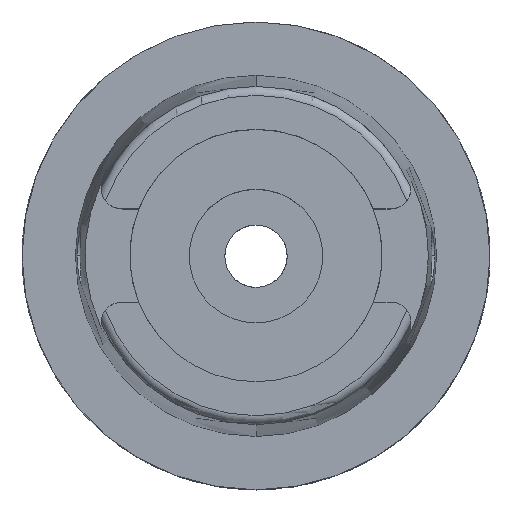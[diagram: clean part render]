
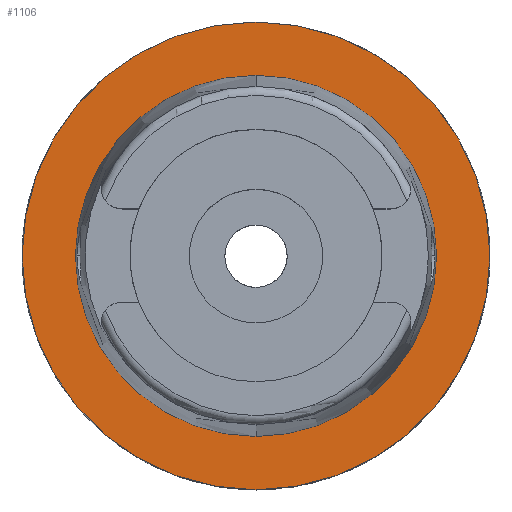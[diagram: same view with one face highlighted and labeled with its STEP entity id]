
A CAD part, top view. The second image highlights one B-rep face of the part: STEP entity #1106.
In plain terms, the highlighted planar face has unit normal (0, 0, 1).
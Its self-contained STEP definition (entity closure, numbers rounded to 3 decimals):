
#91 = CARTESIAN_POINT ( 'NONE',  ( 0., 24.315, 0. ) ) ;
#134 = CARTESIAN_POINT ( 'NONE',  ( 0., 0., 0. ) ) ;
#239 = VERTEX_POINT ( 'NONE', #91 ) ;
#343 = CARTESIAN_POINT ( 'NONE',  ( 0., -24.315, 0. ) ) ;
#607 = ORIENTED_EDGE ( 'NONE', *, *, #2094, .F. ) ;
#684 = AXIS2_PLACEMENT_3D ( 'NONE', #4194, #1130, #1496 ) ;
#825 = EDGE_CURVE ( 'NONE', #239, #5326, #2317, .T. ) ;
#901 = CARTESIAN_POINT ( 'NONE',  ( 0., 0., 0. ) ) ;
#1106 = ADVANCED_FACE ( 'NONE', ( #1614, #3346 ), #1934, .T. ) ;
#1130 = DIRECTION ( 'NONE',  ( 0., 0., 1. ) ) ;
#1188 = ORIENTED_EDGE ( 'NONE', *, *, #4580, .F. ) ;
#1394 = VERTEX_POINT ( 'NONE', #2565 ) ;
#1438 = DIRECTION ( 'NONE',  ( 0., 0., 1. ) ) ;
#1470 = CIRCLE ( 'NONE', #3668, 31.5 ) ;
#1496 = DIRECTION ( 'NONE',  ( 1., 0., 0. ) ) ;
#1614 = FACE_OUTER_BOUND ( 'NONE', #3100, .T. ) ;
#1780 = AXIS2_PLACEMENT_3D ( 'NONE', #901, #5211, #3029 ) ;
#1934 = PLANE ( 'NONE',  #684 ) ;
#1977 = CARTESIAN_POINT ( 'NONE',  ( 0., 0., 0. ) ) ;
#1998 = EDGE_CURVE ( 'NONE', #5326, #239, #4125, .T. ) ;
#2094 = EDGE_CURVE ( 'NONE', #1394, #2204, #1470, .T. ) ;
#2204 = VERTEX_POINT ( 'NONE', #2858 ) ;
#2317 = CIRCLE ( 'NONE', #1780, 24.315 ) ;
#2534 = ORIENTED_EDGE ( 'NONE', *, *, #825, .F. ) ;
#2565 = CARTESIAN_POINT ( 'NONE',  ( 0., 31.5, 0. ) ) ;
#2590 = ORIENTED_EDGE ( 'NONE', *, *, #1998, .F. ) ;
#2858 = CARTESIAN_POINT ( 'NONE',  ( 0., -31.5, 0. ) ) ;
#3029 = DIRECTION ( 'NONE',  ( 0., 1., 0. ) ) ;
#3081 = EDGE_LOOP ( 'NONE', ( #2534, #2590 ) ) ;
#3100 = EDGE_LOOP ( 'NONE', ( #607, #1188 ) ) ;
#3115 = AXIS2_PLACEMENT_3D ( 'NONE', #1977, #3331, #4546 ) ;
#3242 = CARTESIAN_POINT ( 'NONE',  ( 0., 0., 0. ) ) ;
#3331 = DIRECTION ( 'NONE',  ( 0., 0., -1. ) ) ;
#3346 = FACE_BOUND ( 'NONE', #3081, .T. ) ;
#3642 = DIRECTION ( 'NONE',  ( 0., -1., 0. ) ) ;
#3668 = AXIS2_PLACEMENT_3D ( 'NONE', #3242, #4983, #4564 ) ;
#4125 = CIRCLE ( 'NONE', #5565, 24.315 ) ;
#4194 = CARTESIAN_POINT ( 'NONE',  ( 0., 0., 0. ) ) ;
#4546 = DIRECTION ( 'NONE',  ( 0., -1., 0. ) ) ;
#4564 = DIRECTION ( 'NONE',  ( 0., 1., 0. ) ) ;
#4580 = EDGE_CURVE ( 'NONE', #2204, #1394, #5584, .T. ) ;
#4983 = DIRECTION ( 'NONE',  ( 0., 0., -1. ) ) ;
#5211 = DIRECTION ( 'NONE',  ( 0., 0., 1. ) ) ;
#5326 = VERTEX_POINT ( 'NONE', #343 ) ;
#5565 = AXIS2_PLACEMENT_3D ( 'NONE', #134, #1438, #3642 ) ;
#5584 = CIRCLE ( 'NONE', #3115, 31.5 ) ;
